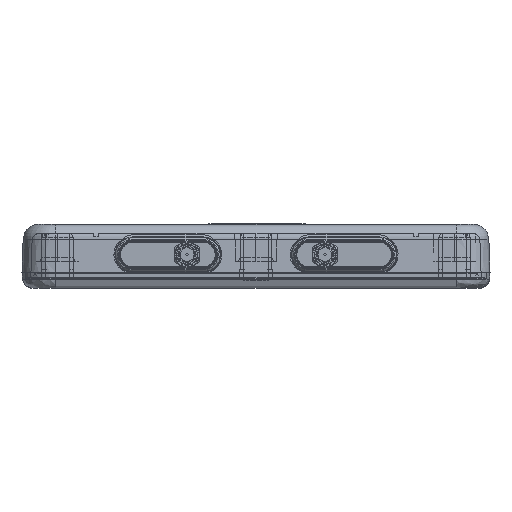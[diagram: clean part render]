
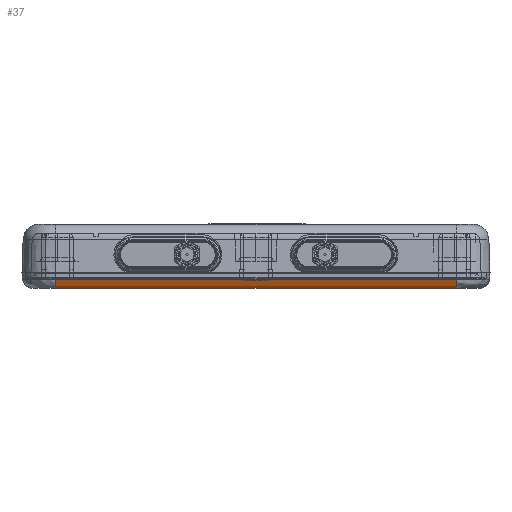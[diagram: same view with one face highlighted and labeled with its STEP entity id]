
A CAD part, front view. The second image highlights one B-rep face of the part: STEP entity #37.
In plain terms, the highlighted cylindrical face has radius 3 mm (diameter 6 mm), a partial arc.
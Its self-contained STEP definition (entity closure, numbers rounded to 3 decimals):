
#37 = ADVANCED_FACE ( 'NONE', ( #57358 ), #8202, .T. ) ;
#889 = EDGE_CURVE ( 'NONE', #57910, #53593, #42860, .T. ) ;
#4677 = CARTESIAN_POINT ( 'NONE',  ( -62.423, -66.384, -3.735 ) ) ;
#8202 = CYLINDRICAL_SURFACE ( 'NONE', #15269, 3. ) ;
#9107 = CARTESIAN_POINT ( 'NONE',  ( 62.423, -66.891, -2.501 ) ) ;
#10164 = VERTEX_POINT ( 'NONE', #41511 ) ;
#12911 = ORIENTED_EDGE ( 'NONE', *, *, #40175, .F. ) ;
#15269 = AXIS2_PLACEMENT_3D ( 'NONE', #30249, #55321, #65744 ) ;
#15271 = B_SPLINE_CURVE_WITH_KNOTS ( 'NONE', 3,
 ( #34316, #45568, #19950, #30525, #4677, #25440, #35394, #24569 ),
 .UNSPECIFIED., .F., .F.,
 ( 4, 1, 1, 1, 1, 4 ),
 ( 0., 0.25, 0.5, 0.625, 0.75, 1. ),
 .UNSPECIFIED. ) ;
#15982 = VECTOR ( 'NONE', #30760, 1000. ) ;
#19264 = DIRECTION ( 'NONE',  ( -1., 0., 0. ) ) ;
#19950 = CARTESIAN_POINT ( 'NONE',  ( -62.423, -64.997, -4.879 ) ) ;
#24569 = CARTESIAN_POINT ( 'NONE',  ( -62.423, -66.909, -2.157 ) ) ;
#24827 = CARTESIAN_POINT ( 'NONE',  ( 62.423, -66.909, -2.157 ) ) ;
#25052 = CARTESIAN_POINT ( 'NONE',  ( 62.423, -66.384, -3.735 ) ) ;
#25059 = CARTESIAN_POINT ( 'NONE',  ( 62.423, -63.913, -5. ) ) ;
#25440 = CARTESIAN_POINT ( 'NONE',  ( -62.423, -66.77, -3.05 ) ) ;
#27232 = VERTEX_POINT ( 'NONE', #47408 ) ;
#28243 = ORIENTED_EDGE ( 'NONE', *, *, #31873, .F. ) ;
#28367 = CARTESIAN_POINT ( 'NONE',  ( -62.423, -63.913, -5. ) ) ;
#30249 = CARTESIAN_POINT ( 'NONE',  ( -72.76, -63.913, -2. ) ) ;
#30525 = CARTESIAN_POINT ( 'NONE',  ( -62.423, -65.861, -4.343 ) ) ;
#30760 = DIRECTION ( 'NONE',  ( 1., 0., 0. ) ) ;
#31873 = EDGE_CURVE ( 'NONE', #57910, #27232, #15271, .T. ) ;
#34316 = CARTESIAN_POINT ( 'NONE',  ( -62.423, -63.913, -5. ) ) ;
#35394 = CARTESIAN_POINT ( 'NONE',  ( -62.423, -66.891, -2.501 ) ) ;
#39842 = CARTESIAN_POINT ( 'NONE',  ( 62.423, -64.257, -5. ) ) ;
#40175 = EDGE_CURVE ( 'NONE', #10164, #53593, #47980, .T. ) ;
#41511 = CARTESIAN_POINT ( 'NONE',  ( 62.423, -66.909, -2.157 ) ) ;
#42860 = LINE ( 'NONE', #61600, #15982 ) ;
#43723 = LINE ( 'NONE', #44457, #46093 ) ;
#43928 = EDGE_CURVE ( 'NONE', #10164, #27232, #43723, .T. ) ;
#44457 = CARTESIAN_POINT ( 'NONE',  ( 62.423, -66.909, -2.157 ) ) ;
#45568 = CARTESIAN_POINT ( 'NONE',  ( -62.423, -64.257, -5. ) ) ;
#46093 = VECTOR ( 'NONE', #19264, 1000. ) ;
#47408 = CARTESIAN_POINT ( 'NONE',  ( -62.423, -66.909, -2.157 ) ) ;
#47980 = B_SPLINE_CURVE_WITH_KNOTS ( 'NONE', 3,
 ( #24827, #9107, #55414, #25052, #50068, #54960, #39842, #59656 ),
 .UNSPECIFIED., .F., .F.,
 ( 4, 1, 1, 1, 1, 4 ),
 ( 0., 0.25, 0.375, 0.5, 0.75, 1. ),
 .UNSPECIFIED. ) ;
#50068 = CARTESIAN_POINT ( 'NONE',  ( 62.423, -65.861, -4.343 ) ) ;
#53593 = VERTEX_POINT ( 'NONE', #25059 ) ;
#53639 = ORIENTED_EDGE ( 'NONE', *, *, #43928, .T. ) ;
#54960 = CARTESIAN_POINT ( 'NONE',  ( 62.423, -64.997, -4.879 ) ) ;
#55321 = DIRECTION ( 'NONE',  ( -1., 0., 0. ) ) ;
#55414 = CARTESIAN_POINT ( 'NONE',  ( 62.423, -66.77, -3.05 ) ) ;
#57311 = EDGE_LOOP ( 'NONE', ( #12911, #53639, #28243, #58348 ) ) ;
#57358 = FACE_OUTER_BOUND ( 'NONE', #57311, .T. ) ;
#57910 = VERTEX_POINT ( 'NONE', #28367 ) ;
#58348 = ORIENTED_EDGE ( 'NONE', *, *, #889, .T. ) ;
#59656 = CARTESIAN_POINT ( 'NONE',  ( 62.423, -63.913, -5. ) ) ;
#61600 = CARTESIAN_POINT ( 'NONE',  ( -62.423, -63.913, -5. ) ) ;
#65744 = DIRECTION ( 'NONE',  ( 0., 0., 1. ) ) ;
